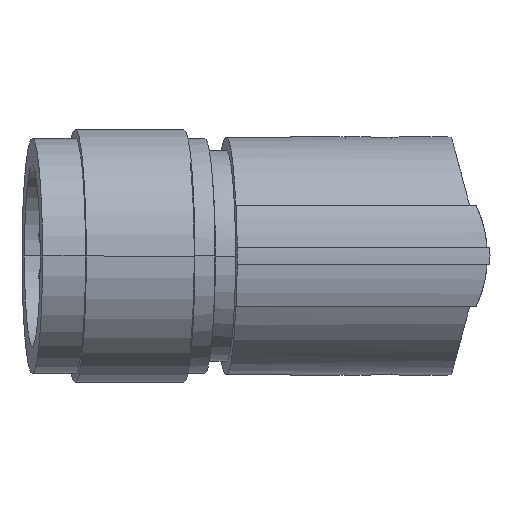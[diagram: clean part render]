
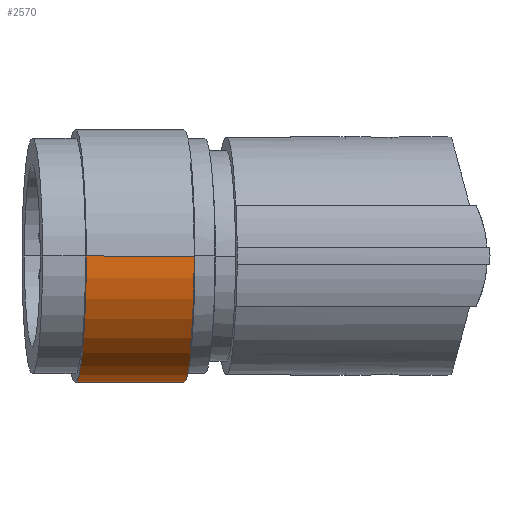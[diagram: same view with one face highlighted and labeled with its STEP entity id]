
A CAD part, left-side view. The second image highlights one B-rep face of the part: STEP entity #2570.
In plain terms, the highlighted cylindrical face has radius 5 mm (diameter 10 mm), a partial arc.
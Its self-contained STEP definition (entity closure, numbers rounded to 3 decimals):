
#2030=CARTESIAN_POINT('',(-23.306,7.272,
0.));
#2040=DIRECTION('',(0.087,-0.996,
0.));
#2050=DIRECTION('',(0.996,0.087,
0.));
#2060=AXIS2_PLACEMENT_3D('',#2030,#2040,#2050);
#2070=CIRCLE('',#2060,5.);
#2080=CARTESIAN_POINT('',(-18.325,7.708,
0.));
#2090=VERTEX_POINT('',#2080);
#2100=CARTESIAN_POINT('',(-28.287,6.836,
0.));
#2110=VERTEX_POINT('',#2100);
#2140=EDGE_CURVE('',#2110,#2090,#2070,.T.);
#2260=CARTESIAN_POINT('',(-23.28,6.983,
0.));
#2270=DIRECTION('',(0.087,-0.996,
0.));
#2280=DIRECTION('',(0.996,0.087,
0.));
#2290=AXIS2_PLACEMENT_3D('',#2260,#2270,#2280);
#2300=CYLINDRICAL_SURFACE('',#2290,5.);
#2310=CARTESIAN_POINT('',(-28.261,6.548,
0.));
#2320=DIRECTION('',(0.087,-0.996,
0.));
#2330=VECTOR('',#2320,1.);
#2340=LINE('',#2310,#2330);
#2350=CARTESIAN_POINT('',(-28.661,11.12,
0.));
#2360=VERTEX_POINT('',#2350);
#2370=EDGE_CURVE('',#2360,#2110,#2340,.T.);
#2380=ORIENTED_EDGE('',*,*,#2370,.F.);
#2390=ORIENTED_EDGE('',*,*,#2140,.F.);
#2400=CARTESIAN_POINT('',(-18.299,7.419,
0.));
#2410=DIRECTION('',(0.087,-0.996,
0.));
#2420=VECTOR('',#2410,1.);
#2430=LINE('',#2400,#2420);
#2440=CARTESIAN_POINT('',(-18.699,11.992,
0.));
#2450=VERTEX_POINT('',#2440);
#2460=EDGE_CURVE('',#2450,#2090,#2430,.T.);
#2470=ORIENTED_EDGE('',*,*,#2460,.T.);
#2480=CARTESIAN_POINT('',(-23.68,11.556,
0.));
#2490=DIRECTION('',(0.087,-0.996,
0.));
#2500=DIRECTION('',(0.996,0.087,
0.));
#2510=AXIS2_PLACEMENT_3D('',#2480,#2490,#2500);
#2520=CIRCLE('',#2510,5.);
#2530=EDGE_CURVE('',#2360,#2450,#2520,.T.);
#2540=ORIENTED_EDGE('',*,*,#2530,.T.);
#2550=EDGE_LOOP('',(#2540,#2470,#2390,#2380));
#2560=FACE_OUTER_BOUND('',#2550,.T.);
#2570=ADVANCED_FACE('',(#2560),#2300,.T.);
